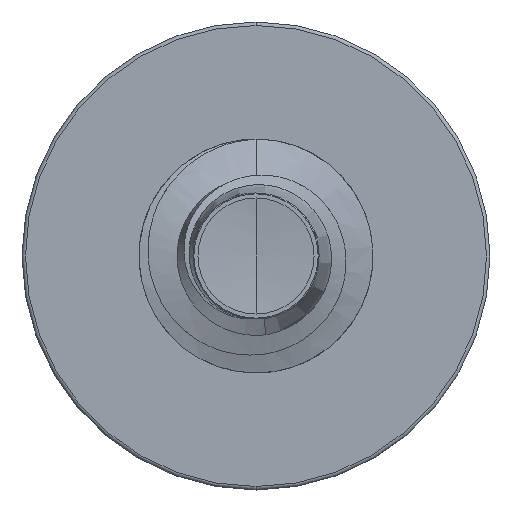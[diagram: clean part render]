
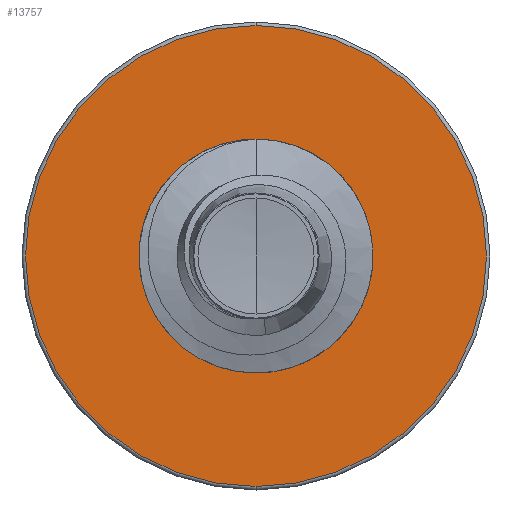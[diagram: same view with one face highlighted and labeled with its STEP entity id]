
A CAD part, front view. The second image highlights one B-rep face of the part: STEP entity #13757.
In plain terms, the highlighted planar face has unit normal (0, -1, 0).
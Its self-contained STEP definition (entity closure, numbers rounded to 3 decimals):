
#909 = AXIS2_PLACEMENT_3D ( 'NONE', #10150, #10093, #10085 ) ;
#963 = CARTESIAN_POINT ( 'NONE',  ( 0., 8., 2.415 ) ) ;
#1570 = CIRCLE ( 'NONE', #4736, 4.925 ) ;
#2798 = DIRECTION ( 'NONE',  ( 0., 0., 1. ) ) ;
#2814 = DIRECTION ( 'NONE',  ( 0., 1., 0. ) ) ;
#2835 = CARTESIAN_POINT ( 'NONE',  ( 0., 8., 0. ) ) ;
#3337 = AXIS2_PLACEMENT_3D ( 'NONE', #4219, #4216, #4199 ) ;
#3973 = AXIS2_PLACEMENT_3D ( 'NONE', #2835, #2814, #2798 ) ;
#4199 = DIRECTION ( 'NONE',  ( 0., 0., 1. ) ) ;
#4216 = DIRECTION ( 'NONE',  ( 0., 1., 0. ) ) ;
#4219 = CARTESIAN_POINT ( 'NONE',  ( 0., 8., 0. ) ) ;
#4736 = AXIS2_PLACEMENT_3D ( 'NONE', #7173, #7112, #7089 ) ;
#5492 = CIRCLE ( 'NONE', #3337, 2.415 ) ;
#5508 = CIRCLE ( 'NONE', #9672, 2.415 ) ;
#6132 = CARTESIAN_POINT ( 'NONE',  ( 0., 8., -2.415 ) ) ;
#7089 = DIRECTION ( 'NONE',  ( 0., 0., 1. ) ) ;
#7112 = DIRECTION ( 'NONE',  ( 0., 1., 0. ) ) ;
#7173 = CARTESIAN_POINT ( 'NONE',  ( 0., 8., 0. ) ) ;
#7541 = CARTESIAN_POINT ( 'NONE',  ( 0., 8., -4.925 ) ) ;
#7827 = DIRECTION ( 'NONE',  ( 0., 0., 1. ) ) ;
#7829 = FACE_OUTER_BOUND ( 'NONE', #13433, .T. ) ;
#8849 = ORIENTED_EDGE ( 'NONE', *, *, #11824, .F. ) ;
#9672 = AXIS2_PLACEMENT_3D ( 'NONE', #12576, #12474, #7827 ) ;
#10085 = DIRECTION ( 'NONE',  ( 0., 0., 1. ) ) ;
#10093 = DIRECTION ( 'NONE',  ( 0., 1., 0. ) ) ;
#10150 = CARTESIAN_POINT ( 'NONE',  ( 0., 8., -2.415 ) ) ;
#10302 = PLANE ( 'NONE',  #909 ) ;
#10445 = CIRCLE ( 'NONE', #3973, 4.925 ) ;
#10551 = FACE_BOUND ( 'NONE', #12368, .T. ) ;
#10657 = ORIENTED_EDGE ( 'NONE', *, *, #11358, .T. ) ;
#11228 = CARTESIAN_POINT ( 'NONE',  ( 0., 8., 4.925 ) ) ;
#11358 = EDGE_CURVE ( 'NONE', #12953, #13234, #5508, .T. ) ;
#11362 = EDGE_CURVE ( 'NONE', #13661, #12090, #1570, .T. ) ;
#11824 = EDGE_CURVE ( 'NONE', #12090, #13661, #10445, .T. ) ;
#12090 = VERTEX_POINT ( 'NONE', #7541 ) ;
#12179 = EDGE_CURVE ( 'NONE', #13234, #12953, #5492, .T. ) ;
#12368 = EDGE_LOOP ( 'NONE', ( #12450, #10657 ) ) ;
#12450 = ORIENTED_EDGE ( 'NONE', *, *, #12179, .T. ) ;
#12474 = DIRECTION ( 'NONE',  ( 0., 1., 0. ) ) ;
#12576 = CARTESIAN_POINT ( 'NONE',  ( 0., 8., 0. ) ) ;
#12805 = ORIENTED_EDGE ( 'NONE', *, *, #11362, .F. ) ;
#12953 = VERTEX_POINT ( 'NONE', #6132 ) ;
#13234 = VERTEX_POINT ( 'NONE', #963 ) ;
#13433 = EDGE_LOOP ( 'NONE', ( #12805, #8849 ) ) ;
#13661 = VERTEX_POINT ( 'NONE', #11228 ) ;
#13757 = ADVANCED_FACE ( 'NONE', ( #7829, #10551 ), #10302, .F. ) ;
